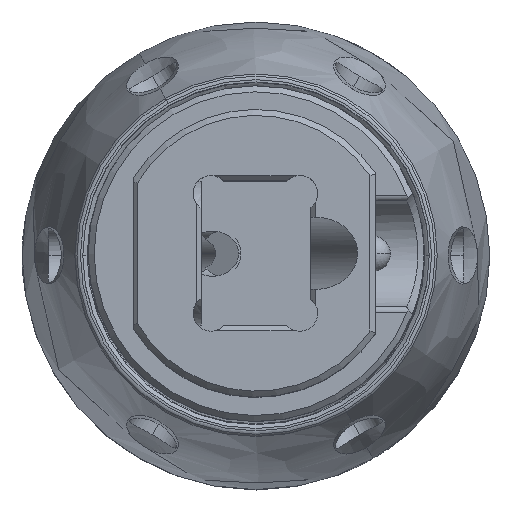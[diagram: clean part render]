
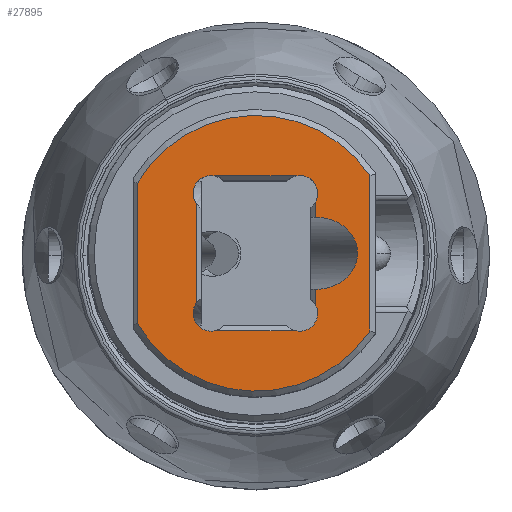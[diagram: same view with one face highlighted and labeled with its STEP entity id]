
A CAD part, top view. The second image highlights one B-rep face of the part: STEP entity #27895.
In plain terms, the highlighted planar face has unit normal (0, 0, 1).
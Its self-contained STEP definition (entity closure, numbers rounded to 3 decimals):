
#23545=DIRECTION('',(0.,-1.,0.));
#23546=VECTOR('',#23545,8.2);
#23547=CARTESIAN_POINT('',(-4.95,4.1,84.));
#23548=LINE('',#23547,#23546);
#23633=CARTESIAN_POINT('',(0.,0.,84.));
#23634=DIRECTION('',(0.,0.,1.));
#23635=DIRECTION('',(0.826,0.564,0.));
#23636=AXIS2_PLACEMENT_3D('',#23633,#23634,#23635);
#23638=CARTESIAN_POINT('',(0.,0.,84.));
#23639=DIRECTION('',(0.,0.,1.));
#23640=DIRECTION('',(-0.861,-0.509,0.));
#23641=AXIS2_PLACEMENT_3D('',#23638,#23639,#23640);
#23643=CARTESIAN_POINT('',(-3.75,-5.,84.));
#23644=DIRECTION('',(0.,0.,-1.));
#23645=DIRECTION('',(0.256,-0.967,0.));
#23646=AXIS2_PLACEMENT_3D('',#23643,#23644,#23645);
#23648=CARTESIAN_POINT('',(3.65,-5.,84.));
#23649=DIRECTION('',(0.,0.,-1.));
#23650=DIRECTION('',(0.867,0.499,0.));
#23651=AXIS2_PLACEMENT_3D('',#23648,#23649,#23650);
#23653=CARTESIAN_POINT('',(8.476,0.,84.));
#23654=CARTESIAN_POINT('',(8.476,-0.274,84.));
#23655=CARTESIAN_POINT('',(8.396,-0.741,84.));
#23656=CARTESIAN_POINT('',(8.068,-1.505,84.));
#23657=CARTESIAN_POINT('',(7.433,-2.231,84.));
#23658=CARTESIAN_POINT('',(6.394,-2.821,84.));
#23659=CARTESIAN_POINT('',(5.498,-3.008,84.));
#23660=CARTESIAN_POINT('',(4.95,-3.,84.));
#23662=CARTESIAN_POINT('',(4.95,3.,84.));
#23663=CARTESIAN_POINT('',(5.498,3.008,84.));
#23664=CARTESIAN_POINT('',(6.394,2.821,84.));
#23665=CARTESIAN_POINT('',(7.433,2.231,84.));
#23666=CARTESIAN_POINT('',(8.068,1.505,84.));
#23667=CARTESIAN_POINT('',(8.396,0.741,84.));
#23668=CARTESIAN_POINT('',(8.476,0.274,84.));
#23669=CARTESIAN_POINT('',(8.476,0.,84.));
#23671=CARTESIAN_POINT('',(3.65,5.,84.));
#23672=DIRECTION('',(0.,0.,-1.));
#23673=DIRECTION('',(0.,1.,0.));
#23674=AXIS2_PLACEMENT_3D('',#23671,#23672,#23673);
#23676=CARTESIAN_POINT('',(3.65,5.,84.));
#23677=DIRECTION('',(0.,0.,-1.));
#23678=DIRECTION('',(-0.256,0.967,0.));
#23679=AXIS2_PLACEMENT_3D('',#23676,#23677,#23678);
#23681=CARTESIAN_POINT('',(-3.75,5.,84.));
#23682=DIRECTION('',(0.,0.,-1.));
#23683=DIRECTION('',(0.,1.,0.));
#23684=AXIS2_PLACEMENT_3D('',#23681,#23682,#23683);
#23686=CARTESIAN_POINT('',(-3.75,5.,84.));
#23687=DIRECTION('',(0.,0.,-1.));
#23688=DIRECTION('',(-0.8,-0.6,0.));
#23689=AXIS2_PLACEMENT_3D('',#23686,#23687,#23688);
#23708=CARTESIAN_POINT('',(-9.9,5.851,84.));
#23710=CARTESIAN_POINT('',(9.5,-6.481,84.));
#23717=DIRECTION('',(0.,-1.,0.));
#23718=VECTOR('',#23717,12.961);
#23719=CARTESIAN_POINT('',(9.5,6.481,84.));
#23720=LINE('',#23719,#23718);
#23755=DIRECTION('',(0.,1.,0.));
#23756=VECTOR('',#23755,11.703);
#23757=CARTESIAN_POINT('',(-9.9,-5.851,84.));
#23758=LINE('',#23757,#23756);
#23773=DIRECTION('',(1.,0.,0.));
#23774=VECTOR('',#23773,6.632);
#23775=CARTESIAN_POINT('',(-3.366,-6.45,84.));
#23776=LINE('',#23775,#23774);
#23846=DIRECTION('',(0.,1.,0.));
#23847=VECTOR('',#23846,1.252);
#23848=CARTESIAN_POINT('',(4.95,-4.252,84.));
#23849=LINE('',#23848,#23847);
#23859=DIRECTION('',(0.,1.,0.));
#23860=VECTOR('',#23859,1.252);
#23861=CARTESIAN_POINT('',(4.95,3.,84.));
#23862=LINE('',#23861,#23860);
#23913=DIRECTION('',(-1.,0.,0.));
#23914=VECTOR('',#23913,6.632);
#23915=CARTESIAN_POINT('',(3.266,6.45,84.));
#23916=LINE('',#23915,#23914);
#25971=VERTEX_POINT('',#23708);
#25972=CARTESIAN_POINT('',(9.5,6.481,84.));
#25973=VERTEX_POINT('',#25972);
#25974=VERTEX_POINT('',#23710);
#25975=CARTESIAN_POINT('',(-9.9,-5.851,84.));
#25976=VERTEX_POINT('',#25975);
#25977=CARTESIAN_POINT('',(-3.366,-6.45,84.));
#25978=CARTESIAN_POINT('',(-4.95,-4.1,84.));
#25979=VERTEX_POINT('',#25977);
#25980=VERTEX_POINT('',#25978);
#25981=CARTESIAN_POINT('',(-4.95,4.1,84.));
#25982=VERTEX_POINT('',#25981);
#25983=CARTESIAN_POINT('',(-3.75,6.5,84.));
#25984=VERTEX_POINT('',#25983);
#25985=CARTESIAN_POINT('',(-3.366,6.45,84.));
#25986=VERTEX_POINT('',#25985);
#25987=CARTESIAN_POINT('',(3.266,6.45,84.));
#25988=VERTEX_POINT('',#25987);
#25989=CARTESIAN_POINT('',(3.65,6.5,84.));
#25990=VERTEX_POINT('',#25989);
#25991=CARTESIAN_POINT('',(4.95,4.252,84.));
#25992=VERTEX_POINT('',#25991);
#25993=CARTESIAN_POINT('',(4.95,3.,84.));
#25994=VERTEX_POINT('',#25993);
#25995=VERTEX_POINT('',#23653);
#25996=VERTEX_POINT('',#23660);
#25997=CARTESIAN_POINT('',(4.95,-4.252,84.));
#25998=VERTEX_POINT('',#25997);
#25999=CARTESIAN_POINT('',(3.266,-6.45,84.));
#26000=VERTEX_POINT('',#25999);
#27858=CARTESIAN_POINT('',(-12.,0.,84.));
#27859=DIRECTION('',(0.,0.,1.));
#27860=DIRECTION('',(1.,0.,0.));
#27861=AXIS2_PLACEMENT_3D('',#27858,#27859,#27860);
#27862=PLANE('',#27861);
#27864=ORIENTED_EDGE('',*,*,#27863,.F.);
#27866=ORIENTED_EDGE('',*,*,#27865,.T.);
#27868=ORIENTED_EDGE('',*,*,#27867,.F.);
#27870=ORIENTED_EDGE('',*,*,#27869,.T.);
#27871=EDGE_LOOP('',(#27864,#27866,#27868,#27870));
#27872=FACE_OUTER_BOUND('',#27871,.F.);
#27873=ORIENTED_EDGE('',*,*,#27787,.F.);
#27875=ORIENTED_EDGE('',*,*,#27874,.T.);
#27877=ORIENTED_EDGE('',*,*,#27876,.F.);
#27879=ORIENTED_EDGE('',*,*,#27878,.T.);
#27881=ORIENTED_EDGE('',*,*,#27880,.F.);
#27883=ORIENTED_EDGE('',*,*,#27882,.F.);
#27885=ORIENTED_EDGE('',*,*,#27884,.T.);
#27886=ORIENTED_EDGE('',*,*,#27842,.F.);
#27887=ORIENTED_EDGE('',*,*,#27853,.F.);
#27889=ORIENTED_EDGE('',*,*,#27888,.T.);
#27890=ORIENTED_EDGE('',*,*,#27742,.F.);
#27891=ORIENTED_EDGE('',*,*,#27740,.F.);
#27892=ORIENTED_EDGE('',*,*,#27770,.T.);
#27893=EDGE_LOOP('',(#27873,#27875,#27877,#27879,#27881,#27883,#27885,#27886,
#27887,#27889,#27890,#27891,#27892));
#27894=FACE_BOUND('',#27893,.F.);
#27895=ADVANCED_FACE('',(#27872,#27894),#27862,.T.);
#23637=CIRCLE('',#23636,11.5);
#23642=CIRCLE('',#23641,11.5);
#23647=CIRCLE('',#23646,1.5);
#23652=CIRCLE('',#23651,1.5);
#23661=B_SPLINE_CURVE_WITH_KNOTS('',3,(#23653,#23654,#23655,#23656,#23657,
#23658,#23659,#23660),.UNSPECIFIED.,.F.,.F.,(4,1,1,1,1,4),(0.,0.125,0.25,
0.5,0.75,1.),.UNSPECIFIED.);
#23670=B_SPLINE_CURVE_WITH_KNOTS('',3,(#23662,#23663,#23664,#23665,#23666,
#23667,#23668,#23669),.UNSPECIFIED.,.F.,.F.,(4,1,1,1,1,4),(0.,0.25,0.5,
0.75,0.875,1.),.UNSPECIFIED.);
#23675=CIRCLE('',#23674,1.5);
#23680=CIRCLE('',#23679,1.5);
#23685=CIRCLE('',#23684,1.5);
#23690=CIRCLE('',#23689,1.5);
#27740=EDGE_CURVE('',#25982,#25984,#23690,.T.);
#27742=EDGE_CURVE('',#25984,#25986,#23685,.T.);
#27770=EDGE_CURVE('',#25982,#25980,#23548,.T.);
#27787=EDGE_CURVE('',#25979,#25980,#23647,.T.);
#27842=EDGE_CURVE('',#25990,#25992,#23675,.T.);
#27853=EDGE_CURVE('',#25988,#25990,#23680,.T.);
#27863=EDGE_CURVE('',#25973,#25971,#23637,.T.);
#27865=EDGE_CURVE('',#25973,#25974,#23720,.T.);
#27867=EDGE_CURVE('',#25976,#25974,#23642,.T.);
#27869=EDGE_CURVE('',#25976,#25971,#23758,.T.);
#27874=EDGE_CURVE('',#25979,#26000,#23776,.T.);
#27876=EDGE_CURVE('',#25998,#26000,#23652,.T.);
#27878=EDGE_CURVE('',#25998,#25996,#23849,.T.);
#27880=EDGE_CURVE('',#25995,#25996,#23661,.T.);
#27882=EDGE_CURVE('',#25994,#25995,#23670,.T.);
#27884=EDGE_CURVE('',#25994,#25992,#23862,.T.);
#27888=EDGE_CURVE('',#25988,#25986,#23916,.T.);
